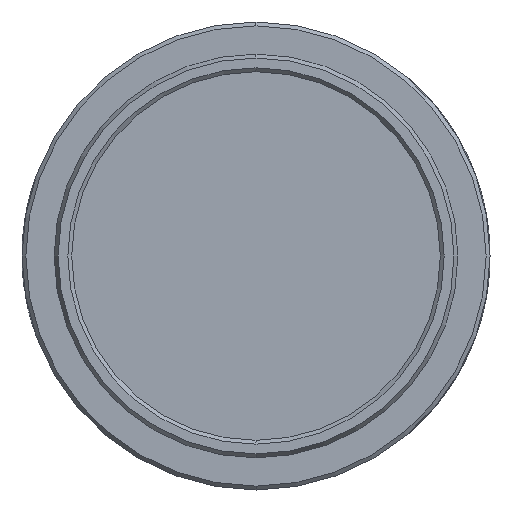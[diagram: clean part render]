
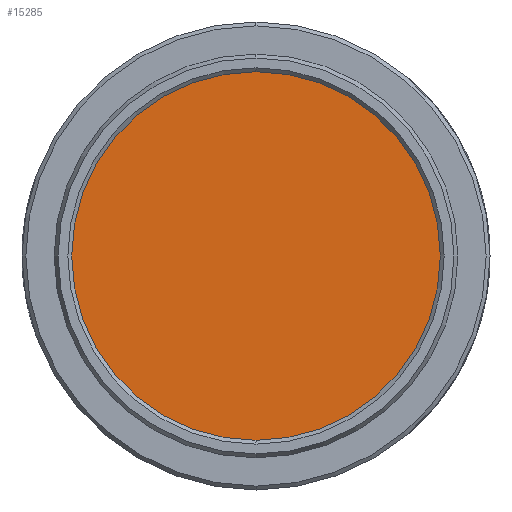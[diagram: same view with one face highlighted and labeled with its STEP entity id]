
A CAD part, left-side view. The second image highlights one B-rep face of the part: STEP entity #15285.
In plain terms, the highlighted planar face has unit normal (-1, 0, 0).
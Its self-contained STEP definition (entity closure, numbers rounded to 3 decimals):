
#34 = DIRECTION ( 'NONE',  ( 1., 0., 0. ) ) ;
#67 = EDGE_CURVE ( 'NONE', #11110, #1815, #3831, .T. ) ;
#122 = ORIENTED_EDGE ( 'NONE', *, *, #67, .F. ) ;
#1523 = CARTESIAN_POINT ( 'NONE',  ( -7.62, 0., 0. ) ) ;
#1815 = VERTEX_POINT ( 'NONE', #9844 ) ;
#2474 = DIRECTION ( 'NONE',  ( 0., 0.242, -0.97 ) ) ;
#2572 = PLANE ( 'NONE',  #3953 ) ;
#3474 = CARTESIAN_POINT ( 'NONE',  ( -7.62, 0., 0. ) ) ;
#3831 = CIRCLE ( 'NONE', #7672, 12.629 ) ;
#3883 = EDGE_LOOP ( 'NONE', ( #9556, #122 ) ) ;
#3953 = AXIS2_PLACEMENT_3D ( 'NONE', #4875, #34, #2474 ) ;
#4236 = FACE_OUTER_BOUND ( 'NONE', #3883, .T. ) ;
#4875 = CARTESIAN_POINT ( 'NONE',  ( -7.62, 0., 0. ) ) ;
#6901 = CIRCLE ( 'NONE', #14726, 12.629 ) ;
#7075 = DIRECTION ( 'NONE',  ( 0., 0.242, -0.97 ) ) ;
#7244 = EDGE_CURVE ( 'NONE', #1815, #11110, #6901, .T. ) ;
#7672 = AXIS2_PLACEMENT_3D ( 'NONE', #3474, #11791, #7075 ) ;
#8214 = CARTESIAN_POINT ( 'NONE',  ( -7.62, -3.058, 12.254 ) ) ;
#9556 = ORIENTED_EDGE ( 'NONE', *, *, #7244, .F. ) ;
#9844 = CARTESIAN_POINT ( 'NONE',  ( -7.62, 3.058, -12.254 ) ) ;
#9872 = DIRECTION ( 'NONE',  ( 0., 0.242, -0.97 ) ) ;
#11110 = VERTEX_POINT ( 'NONE', #8214 ) ;
#11791 = DIRECTION ( 'NONE',  ( 1., 0., 0. ) ) ;
#14646 = DIRECTION ( 'NONE',  ( 1., 0., 0. ) ) ;
#14726 = AXIS2_PLACEMENT_3D ( 'NONE', #1523, #14646, #9872 ) ;
#15285 = ADVANCED_FACE ( 'NONE', ( #4236 ), #2572, .F. ) ;
